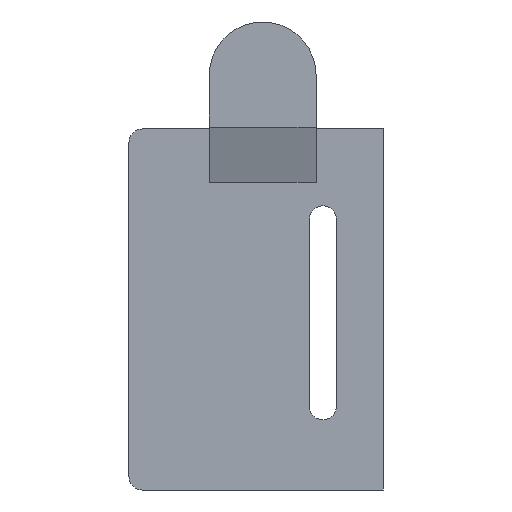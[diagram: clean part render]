
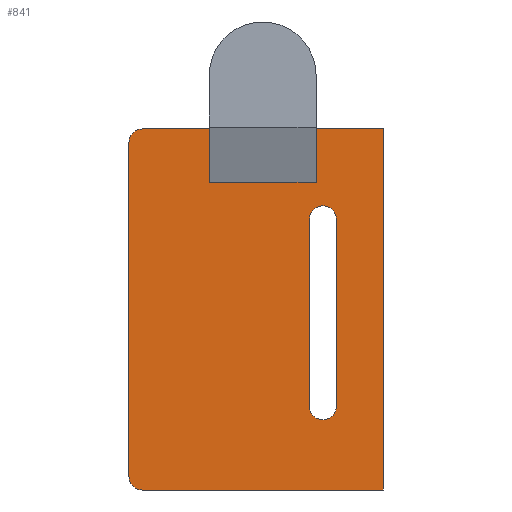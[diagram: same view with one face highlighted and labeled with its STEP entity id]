
A CAD part, left-side view. The second image highlights one B-rep face of the part: STEP entity #841.
In plain terms, the highlighted planar face has unit normal (-1, 0, 0).
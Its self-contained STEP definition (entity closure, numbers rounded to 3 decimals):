
#7 = EDGE_CURVE ( 'NONE', #633, #620, #563, .T. ) ;
#34 = ORIENTED_EDGE ( 'NONE', *, *, #162, .F. ) ;
#41 = AXIS2_PLACEMENT_3D ( 'NONE', #292, #672, #139 ) ;
#49 = CARTESIAN_POINT ( 'NONE',  ( 293.821, 55.425, 254.25 ) ) ;
#54 = CARTESIAN_POINT ( 'NONE',  ( 293.821, 57.425, 268.25 ) ) ;
#60 = VERTEX_POINT ( 'NONE', #933 ) ;
#73 = LINE ( 'NONE', #679, #120 ) ;
#84 = VECTOR ( 'NONE', #235, 1000. ) ;
#93 = ORIENTED_EDGE ( 'NONE', *, *, #389, .T. ) ;
#98 = ORIENTED_EDGE ( 'NONE', *, *, #951, .F. ) ;
#110 = VERTEX_POINT ( 'NONE', #397 ) ;
#120 = VECTOR ( 'NONE', #299, 1000. ) ;
#122 = LINE ( 'NONE', #49, #210 ) ;
#125 = DIRECTION ( 'NONE',  ( 0., -1., 0. ) ) ;
#133 = VECTOR ( 'NONE', #125, 1000. ) ;
#136 = EDGE_CURVE ( 'NONE', #458, #638, #631, .T. ) ;
#139 = DIRECTION ( 'NONE',  ( 0., 1., 0. ) ) ;
#151 = EDGE_CURVE ( 'NONE', #390, #917, #635, .T. ) ;
#153 = VERTEX_POINT ( 'NONE', #937 ) ;
#162 = EDGE_CURVE ( 'NONE', #337, #218, #579, .T. ) ;
#163 = CARTESIAN_POINT ( 'NONE',  ( 293.821, 51.925, 0. ) ) ;
#167 = DIRECTION ( 'NONE',  ( -1., 0., 0. ) ) ;
#181 = EDGE_CURVE ( 'NONE', #364, #453, #310, .T. ) ;
#193 = CARTESIAN_POINT ( 'NONE',  ( 293.821, 56.925, 271. ) ) ;
#207 = FACE_BOUND ( 'NONE', #494, .T. ) ;
#210 = VECTOR ( 'NONE', #586, 1000. ) ;
#217 = CARTESIAN_POINT ( 'NONE',  ( 293.821, 0., 248. ) ) ;
#218 = VERTEX_POINT ( 'NONE', #54 ) ;
#235 = DIRECTION ( 'NONE',  ( 0., 0., -1. ) ) ;
#236 = CARTESIAN_POINT ( 'NONE',  ( 293.821, 57.425, 254.25 ) ) ;
#237 = ORIENTED_EDGE ( 'NONE', *, *, #151, .T. ) ;
#239 = EDGE_CURVE ( 'NONE', #620, #337, #122, .T. ) ;
#249 = DIRECTION ( 'NONE',  ( -1., 0., 0. ) ) ;
#257 = AXIS2_PLACEMENT_3D ( 'NONE', #600, #280, #977 ) ;
#280 = DIRECTION ( 'NONE',  ( 1., 0., 0. ) ) ;
#292 = CARTESIAN_POINT ( 'NONE',  ( 293.821, 69.925, 249. ) ) ;
#298 = CARTESIAN_POINT ( 'NONE',  ( 293.821, 70.925, 274. ) ) ;
#299 = DIRECTION ( 'NONE',  ( 0., 0., 1. ) ) ;
#309 = CARTESIAN_POINT ( 'NONE',  ( 293.821, 64.925, 271. ) ) ;
#310 = LINE ( 'NONE', #923, #84 ) ;
#337 = VERTEX_POINT ( 'NONE', #799 ) ;
#347 = ORIENTED_EDGE ( 'NONE', *, *, #865, .T. ) ;
#358 = CARTESIAN_POINT ( 'NONE',  ( 293.821, 0., 275. ) ) ;
#364 = VERTEX_POINT ( 'NONE', #298 ) ;
#370 = EDGE_CURVE ( 'NONE', #917, #60, #824, .T. ) ;
#371 = CIRCLE ( 'NONE', #674, 1. ) ;
#389 = EDGE_CURVE ( 'NONE', #453, #110, #466, .T. ) ;
#390 = VERTEX_POINT ( 'NONE', #664 ) ;
#397 = CARTESIAN_POINT ( 'NONE',  ( 293.821, 69.925, 248. ) ) ;
#399 = ORIENTED_EDGE ( 'NONE', *, *, #722, .T. ) ;
#431 = PLANE ( 'NONE',  #257 ) ;
#442 = CARTESIAN_POINT ( 'NONE',  ( 293.821, 70.925, 249. ) ) ;
#445 = CARTESIAN_POINT ( 'NONE',  ( 293.821, 51.925, 275. ) ) ;
#450 = VECTOR ( 'NONE', #779, 1000. ) ;
#453 = VERTEX_POINT ( 'NONE', #442 ) ;
#458 = VERTEX_POINT ( 'NONE', #974 ) ;
#466 = CIRCLE ( 'NONE', #41, 1. ) ;
#482 = LINE ( 'NONE', #814, #133 ) ;
#494 = EDGE_LOOP ( 'NONE', ( #624, #616, #98, #34 ) ) ;
#496 = EDGE_CURVE ( 'NONE', #110, #390, #748, .T. ) ;
#507 = DIRECTION ( 'NONE',  ( 0., 1., 0. ) ) ;
#521 = DIRECTION ( 'NONE',  ( 0., -1., 0. ) ) ;
#542 = DIRECTION ( 'NONE',  ( 0., 0., -1. ) ) ;
#563 = CIRCLE ( 'NONE', #596, 1. ) ;
#574 = ORIENTED_EDGE ( 'NONE', *, *, #775, .F. ) ;
#577 = DIRECTION ( 'NONE',  ( -1., 0., 0. ) ) ;
#579 = CIRCLE ( 'NONE', #958, 1. ) ;
#583 = VECTOR ( 'NONE', #521, 1000. ) ;
#585 = LINE ( 'NONE', #831, #891 ) ;
#586 = DIRECTION ( 'NONE',  ( 0., 0., 1. ) ) ;
#596 = AXIS2_PLACEMENT_3D ( 'NONE', #954, #577, #879 ) ;
#599 = EDGE_LOOP ( 'NONE', ( #830, #93, #935, #237, #884, #652, #574, #920, #347, #399 ) ) ;
#600 = CARTESIAN_POINT ( 'NONE',  ( 293.821, 0., 0. ) ) ;
#605 = DIRECTION ( 'NONE',  ( 0., 1., 0. ) ) ;
#616 = ORIENTED_EDGE ( 'NONE', *, *, #7, .F. ) ;
#618 = CARTESIAN_POINT ( 'NONE',  ( 293.821, 56.425, 268.25 ) ) ;
#619 = LINE ( 'NONE', #236, #825 ) ;
#620 = VERTEX_POINT ( 'NONE', #685 ) ;
#624 = ORIENTED_EDGE ( 'NONE', *, *, #239, .F. ) ;
#631 = LINE ( 'NONE', #693, #450 ) ;
#633 = VERTEX_POINT ( 'NONE', #692 ) ;
#635 = LINE ( 'NONE', #163, #807 ) ;
#638 = VERTEX_POINT ( 'NONE', #309 ) ;
#652 = ORIENTED_EDGE ( 'NONE', *, *, #938, .F. ) ;
#664 = CARTESIAN_POINT ( 'NONE',  ( 293.821, 51.925, 248. ) ) ;
#672 = DIRECTION ( 'NONE',  ( -1., 0., 0. ) ) ;
#674 = AXIS2_PLACEMENT_3D ( 'NONE', #876, #249, #507 ) ;
#679 = CARTESIAN_POINT ( 'NONE',  ( 293.821, 56.925, 0. ) ) ;
#685 = CARTESIAN_POINT ( 'NONE',  ( 293.821, 55.425, 254.25 ) ) ;
#692 = CARTESIAN_POINT ( 'NONE',  ( 293.821, 57.425, 254.25 ) ) ;
#693 = CARTESIAN_POINT ( 'NONE',  ( 293.821, 64.925, 0. ) ) ;
#722 = EDGE_CURVE ( 'NONE', #153, #364, #371, .T. ) ;
#746 = VERTEX_POINT ( 'NONE', #193 ) ;
#748 = LINE ( 'NONE', #217, #583 ) ;
#768 = DIRECTION ( 'NONE',  ( 0., 0., 1. ) ) ;
#769 = VECTOR ( 'NONE', #605, 1000. ) ;
#775 = EDGE_CURVE ( 'NONE', #638, #746, #482, .T. ) ;
#779 = DIRECTION ( 'NONE',  ( 0., 0., -1. ) ) ;
#799 = CARTESIAN_POINT ( 'NONE',  ( 293.821, 55.425, 268.25 ) ) ;
#807 = VECTOR ( 'NONE', #768, 1000. ) ;
#814 = CARTESIAN_POINT ( 'NONE',  ( 293.821, 70.925, 271. ) ) ;
#824 = LINE ( 'NONE', #358, #769 ) ;
#825 = VECTOR ( 'NONE', #542, 1000. ) ;
#830 = ORIENTED_EDGE ( 'NONE', *, *, #181, .T. ) ;
#831 = CARTESIAN_POINT ( 'NONE',  ( 293.821, 0., 275. ) ) ;
#836 = DIRECTION ( 'NONE',  ( 0., 1., 0. ) ) ;
#841 = ADVANCED_FACE ( 'NONE', ( #207, #967 ), #431, .F. ) ;
#858 = DIRECTION ( 'NONE',  ( 0., -1., 0. ) ) ;
#865 = EDGE_CURVE ( 'NONE', #458, #153, #585, .T. ) ;
#876 = CARTESIAN_POINT ( 'NONE',  ( 293.821, 69.925, 274. ) ) ;
#879 = DIRECTION ( 'NONE',  ( 0., -1., 0. ) ) ;
#884 = ORIENTED_EDGE ( 'NONE', *, *, #370, .T. ) ;
#891 = VECTOR ( 'NONE', #836, 1000. ) ;
#917 = VERTEX_POINT ( 'NONE', #445 ) ;
#920 = ORIENTED_EDGE ( 'NONE', *, *, #136, .F. ) ;
#923 = CARTESIAN_POINT ( 'NONE',  ( 293.821, 70.925, 0. ) ) ;
#933 = CARTESIAN_POINT ( 'NONE',  ( 293.821, 56.925, 275. ) ) ;
#935 = ORIENTED_EDGE ( 'NONE', *, *, #496, .T. ) ;
#937 = CARTESIAN_POINT ( 'NONE',  ( 293.821, 69.925, 275. ) ) ;
#938 = EDGE_CURVE ( 'NONE', #746, #60, #73, .T. ) ;
#951 = EDGE_CURVE ( 'NONE', #218, #633, #619, .T. ) ;
#954 = CARTESIAN_POINT ( 'NONE',  ( 293.821, 56.425, 254.25 ) ) ;
#958 = AXIS2_PLACEMENT_3D ( 'NONE', #618, #167, #858 ) ;
#967 = FACE_OUTER_BOUND ( 'NONE', #599, .T. ) ;
#974 = CARTESIAN_POINT ( 'NONE',  ( 293.821, 64.925, 275. ) ) ;
#977 = DIRECTION ( 'NONE',  ( 0., 1., 0. ) ) ;
